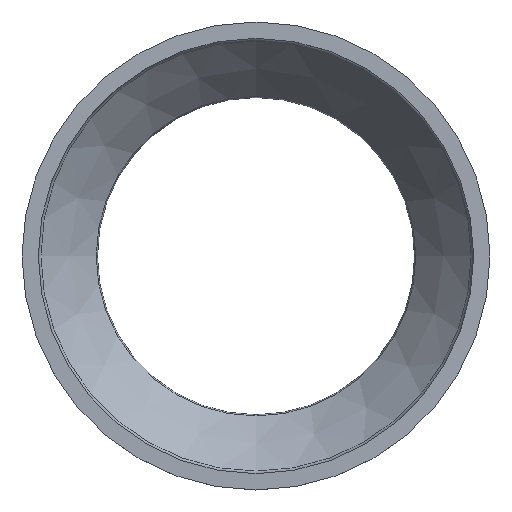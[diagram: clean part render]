
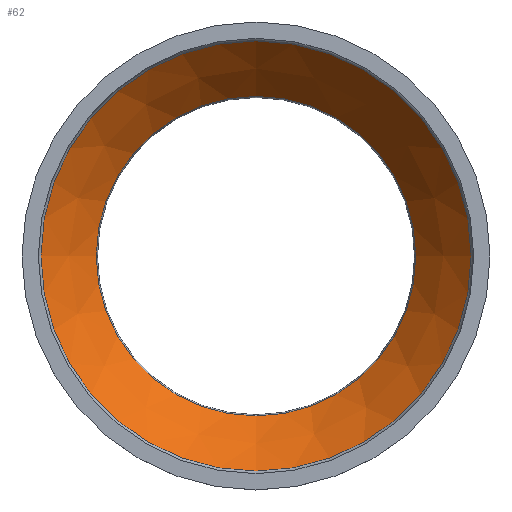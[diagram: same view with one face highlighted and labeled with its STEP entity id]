
A CAD part, top view. The second image highlights one B-rep face of the part: STEP entity #62.
In plain terms, the highlighted conical face has half-angle 40 degrees and reference radius 29.15 mm.
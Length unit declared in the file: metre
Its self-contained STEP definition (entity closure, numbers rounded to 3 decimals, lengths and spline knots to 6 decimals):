
#62 = ADVANCED_FACE( '', ( #138, #139 ), #140, .F. );
#138 = FACE_OUTER_BOUND( '', #229, .T. );
#139 = FACE_BOUND( '', #230, .T. );
#140 = CONICAL_SURFACE( '', #231, 0.02915, 0.698 );
#229 = EDGE_LOOP( '', ( #337 ) );
#230 = EDGE_LOOP( '', ( #338 ) );
#231 = AXIS2_PLACEMENT_3D( '', #339, #340, #341 );
#337 = ORIENTED_EDGE( '', *, *, #504, .T. );
#338 = ORIENTED_EDGE( '', *, *, #497, .T. );
#339 = CARTESIAN_POINT( '', ( 0., 0., 0.005 ) );
#340 = DIRECTION( '', ( 0., 0., 1. ) );
#341 = DIRECTION( '', ( 1., 0., 0. ) );
#497 = EDGE_CURVE( '', #581, #581, #582, .T. );
#504 = EDGE_CURVE( '', #592, #592, #593, .T. );
#581 = VERTEX_POINT( '', #694 );
#582 = CIRCLE( '', #695, 0.029384 );
#592 = VERTEX_POINT( '', #705 );
#593 = CIRCLE( '', #706, 0.039532 );
#694 = CARTESIAN_POINT( '', ( -0.029384, 0., 0.005279 ) );
#695 = AXIS2_PLACEMENT_3D( '', #813, #814, #815 );
#705 = CARTESIAN_POINT( '', ( 0.039532, 0., 0.017373 ) );
#706 = AXIS2_PLACEMENT_3D( '', #825, #826, #827 );
#813 = CARTESIAN_POINT( '', ( 0., 0., 0.005279 ) );
#814 = DIRECTION( '', ( 0., 0., -1. ) );
#815 = DIRECTION( '', ( -1., 0., 0. ) );
#825 = CARTESIAN_POINT( '', ( 0., 0., 0.017373 ) );
#826 = DIRECTION( '', ( 0., 0., 1. ) );
#827 = DIRECTION( '', ( 1., 0., 0. ) );
